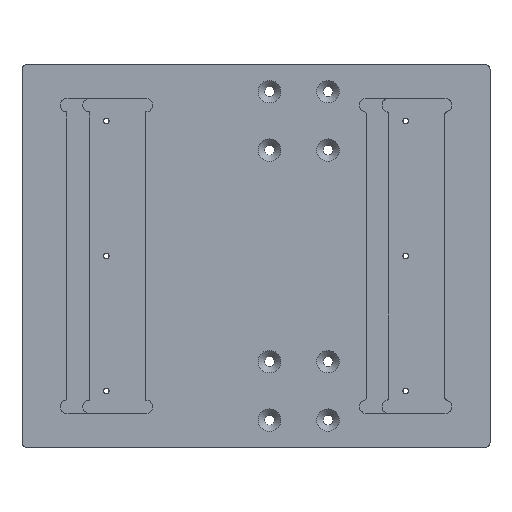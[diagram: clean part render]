
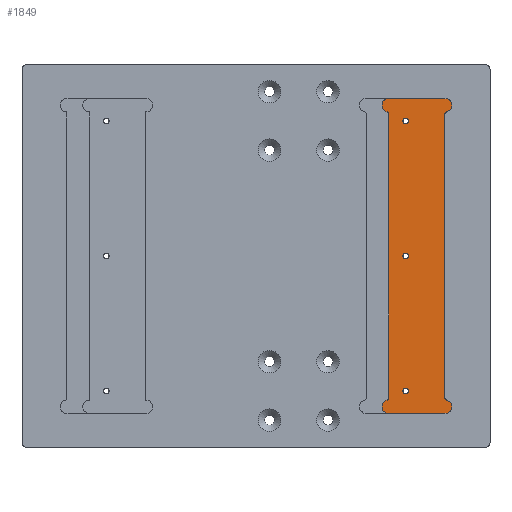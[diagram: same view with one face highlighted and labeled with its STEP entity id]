
A CAD part, top view. The second image highlights one B-rep face of the part: STEP entity #1849.
In plain terms, the highlighted planar face has unit normal (0, 0, 1).
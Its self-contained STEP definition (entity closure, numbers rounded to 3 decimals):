
#239=FACE_BOUND('',#426,.T.);
#240=FACE_BOUND('',#427,.T.);
#241=FACE_BOUND('',#428,.T.);
#314=FACE_OUTER_BOUND('',#425,.T.);
#425=EDGE_LOOP('',(#1612,#1613,#1614,#1615,#1616,#1617,#1618,#1619,#1620,
#1621,#1622,#1623));
#426=EDGE_LOOP('',(#1624));
#427=EDGE_LOOP('',(#1625));
#428=EDGE_LOOP('',(#1626));
#554=LINE('',#3135,#686);
#569=LINE('',#3188,#701);
#570=LINE('',#3189,#702);
#571=LINE('',#3190,#703);
#686=VECTOR('',#2527,10.);
#701=VECTOR('',#2588,10.);
#702=VECTOR('',#2589,10.);
#703=VECTOR('',#2590,10.);
#779=CIRCLE('',#1978,1.23);
#780=CIRCLE('',#1980,1.23);
#781=CIRCLE('',#1982,1.23);
#814=CIRCLE('',#2037,1.);
#815=CIRCLE('',#2039,3.);
#817=CIRCLE('',#2042,1.);
#825=CIRCLE('',#2057,1.);
#826=CIRCLE('',#2059,1.);
#827=CIRCLE('',#2061,3.);
#828=CIRCLE('',#2063,3.);
#829=CIRCLE('',#2065,3.);
#937=VERTEX_POINT('',#2962);
#938=VERTEX_POINT('',#2966);
#939=VERTEX_POINT('',#2970);
#989=VERTEX_POINT('',#3112);
#990=VERTEX_POINT('',#3114);
#991=VERTEX_POINT('',#3118);
#994=VERTEX_POINT('',#3125);
#995=VERTEX_POINT('',#3127);
#997=VERTEX_POINT('',#3133);
#1007=VERTEX_POINT('',#3166);
#1008=VERTEX_POINT('',#3170);
#1009=VERTEX_POINT('',#3172);
#1010=VERTEX_POINT('',#3176);
#1011=VERTEX_POINT('',#3180);
#1012=VERTEX_POINT('',#3184);
#1122=EDGE_CURVE('',#937,#937,#779,.T.);
#1124=EDGE_CURVE('',#938,#938,#780,.T.);
#1126=EDGE_CURVE('',#939,#939,#781,.T.);
#1197=EDGE_CURVE('',#989,#990,#814,.F.);
#1200=EDGE_CURVE('',#991,#989,#815,.T.);
#1203=EDGE_CURVE('',#994,#995,#817,.F.);
#1207=EDGE_CURVE('',#997,#994,#554,.T.);
#1224=EDGE_CURVE('',#1007,#997,#825,.F.);
#1226=EDGE_CURVE('',#1008,#1009,#826,.F.);
#1228=EDGE_CURVE('',#1009,#1010,#827,.T.);
#1230=EDGE_CURVE('',#995,#1011,#828,.T.);
#1233=EDGE_CURVE('',#1012,#1007,#829,.T.);
#1234=EDGE_CURVE('',#1011,#991,#569,.T.);
#1235=EDGE_CURVE('',#1010,#1012,#570,.T.);
#1236=EDGE_CURVE('',#990,#1008,#571,.T.);
#1612=ORIENTED_EDGE('',*,*,#1200,.F.);
#1613=ORIENTED_EDGE('',*,*,#1234,.F.);
#1614=ORIENTED_EDGE('',*,*,#1230,.F.);
#1615=ORIENTED_EDGE('',*,*,#1203,.F.);
#1616=ORIENTED_EDGE('',*,*,#1207,.F.);
#1617=ORIENTED_EDGE('',*,*,#1224,.F.);
#1618=ORIENTED_EDGE('',*,*,#1233,.F.);
#1619=ORIENTED_EDGE('',*,*,#1235,.F.);
#1620=ORIENTED_EDGE('',*,*,#1228,.F.);
#1621=ORIENTED_EDGE('',*,*,#1226,.F.);
#1622=ORIENTED_EDGE('',*,*,#1236,.F.);
#1623=ORIENTED_EDGE('',*,*,#1197,.F.);
#1624=ORIENTED_EDGE('',*,*,#1122,.T.);
#1625=ORIENTED_EDGE('',*,*,#1124,.T.);
#1626=ORIENTED_EDGE('',*,*,#1126,.T.);
#1775=PLANE('',#2066);
#1849=ADVANCED_FACE('',(#314,#239,#240,#241),#1775,.T.);
#1978=AXIS2_PLACEMENT_3D('',#2963,#2349,#2350);
#1980=AXIS2_PLACEMENT_3D('',#2967,#2354,#2355);
#1982=AXIS2_PLACEMENT_3D('',#2971,#2359,#2360);
#2037=AXIS2_PLACEMENT_3D('',#3115,#2507,#2508);
#2039=AXIS2_PLACEMENT_3D('',#3120,#2513,#2514);
#2042=AXIS2_PLACEMENT_3D('',#3128,#2520,#2521);
#2057=AXIS2_PLACEMENT_3D('',#3168,#2563,#2564);
#2059=AXIS2_PLACEMENT_3D('',#3173,#2568,#2569);
#2061=AXIS2_PLACEMENT_3D('',#3177,#2573,#2574);
#2063=AXIS2_PLACEMENT_3D('',#3181,#2578,#2579);
#2065=AXIS2_PLACEMENT_3D('',#3186,#2584,#2585);
#2066=AXIS2_PLACEMENT_3D('',#3187,#2586,#2587);
#2349=DIRECTION('center_axis',(0.,0.,-1.));
#2350=DIRECTION('ref_axis',(1.,0.,0.));
#2354=DIRECTION('center_axis',(0.,0.,-1.));
#2355=DIRECTION('ref_axis',(1.,0.,0.));
#2359=DIRECTION('center_axis',(0.,0.,-1.));
#2360=DIRECTION('ref_axis',(1.,0.,0.));
#2507=DIRECTION('center_axis',(0.,0.,-1.));
#2508=DIRECTION('ref_axis',(-0.791,0.612,0.));
#2513=DIRECTION('center_axis',(0.,0.,-1.));
#2514=DIRECTION('ref_axis',(0.,-1.,0.));
#2520=DIRECTION('center_axis',(0.,0.,-1.));
#2521=DIRECTION('ref_axis',(0.791,0.612,0.));
#2527=DIRECTION('',(0.,1.,0.));
#2563=DIRECTION('center_axis',(0.,0.,-1.));
#2564=DIRECTION('ref_axis',(0.791,-0.612,0.));
#2568=DIRECTION('center_axis',(0.,0.,-1.));
#2569=DIRECTION('ref_axis',(-0.791,-0.612,0.));
#2573=DIRECTION('center_axis',(0.,0.,-1.));
#2574=DIRECTION('ref_axis',(0.,-1.,0.));
#2578=DIRECTION('center_axis',(0.,0.,-1.));
#2579=DIRECTION('ref_axis',(1.,0.,0.));
#2584=DIRECTION('center_axis',(0.,0.,-1.));
#2585=DIRECTION('ref_axis',(1.,0.,0.));
#2586=DIRECTION('center_axis',(0.,0.,1.));
#2587=DIRECTION('ref_axis',(1.,0.,0.));
#2588=DIRECTION('',(1.,0.,0.));
#2589=DIRECTION('',(-1.,0.,0.));
#2590=DIRECTION('',(0.,-1.,0.));
#2962=CARTESIAN_POINT('',(46.27,-60.,-5.));
#2963=CARTESIAN_POINT('Origin',(47.5,-60.,-5.));
#2966=CARTESIAN_POINT('',(46.27,0.,-5.));
#2967=CARTESIAN_POINT('Origin',(47.5,0.,-5.));
#2970=CARTESIAN_POINT('',(46.27,60.,-5.));
#2971=CARTESIAN_POINT('Origin',(47.5,60.,-5.));
#3112=CARTESIAN_POINT('',(65.75,64.095,-5.));
#3114=CARTESIAN_POINT('',(65.,63.127,-5.));
#3115=CARTESIAN_POINT('Origin',(66.,63.127,-5.));
#3118=CARTESIAN_POINT('',(65.,70.,-5.));
#3120=CARTESIAN_POINT('Origin',(65.,67.,-5.));
#3125=CARTESIAN_POINT('',(40.,63.127,-5.));
#3127=CARTESIAN_POINT('',(39.25,64.095,-5.));
#3128=CARTESIAN_POINT('Origin',(39.,63.127,-5.));
#3133=CARTESIAN_POINT('',(40.,-63.127,-5.));
#3135=CARTESIAN_POINT('',(40.,70.,-5.));
#3166=CARTESIAN_POINT('',(39.25,-64.095,-5.));
#3168=CARTESIAN_POINT('Origin',(39.,-63.127,-5.));
#3170=CARTESIAN_POINT('',(65.,-63.127,-5.));
#3172=CARTESIAN_POINT('',(65.75,-64.095,-5.));
#3173=CARTESIAN_POINT('Origin',(66.,-63.127,-5.));
#3176=CARTESIAN_POINT('',(65.,-70.,-5.));
#3177=CARTESIAN_POINT('Origin',(65.,-67.,-5.));
#3180=CARTESIAN_POINT('',(40.,70.,-5.));
#3181=CARTESIAN_POINT('Origin',(40.,67.,-5.));
#3184=CARTESIAN_POINT('',(40.,-70.,-5.));
#3186=CARTESIAN_POINT('Origin',(40.,-67.,-5.));
#3187=CARTESIAN_POINT('Origin',(52.5,0.,-5.));
#3188=CARTESIAN_POINT('',(65.,70.,-5.));
#3189=CARTESIAN_POINT('',(30.,-70.,-5.));
#3190=CARTESIAN_POINT('',(65.,-64.,-5.));
